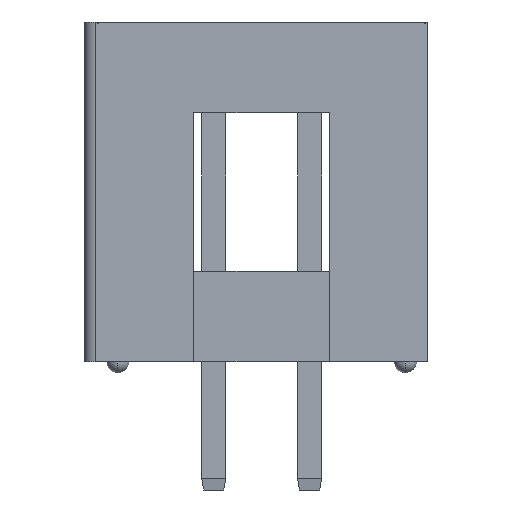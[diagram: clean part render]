
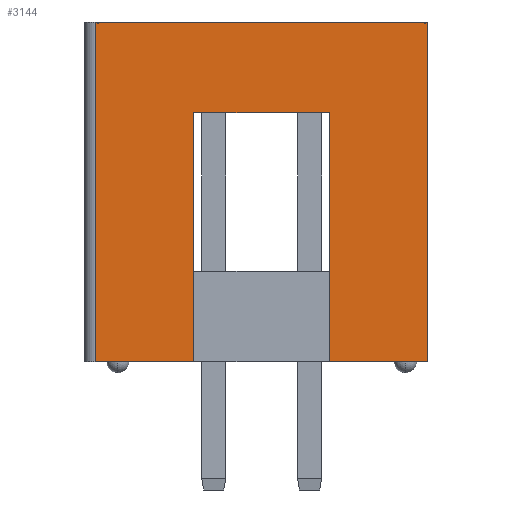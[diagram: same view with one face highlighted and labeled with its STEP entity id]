
A CAD part, left-side view. The second image highlights one B-rep face of the part: STEP entity #3144.
In plain terms, the highlighted planar face has unit normal (-1, 0, 0).
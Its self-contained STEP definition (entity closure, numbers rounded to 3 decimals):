
#907 = VERTEX_POINT ( 'NONE', #3624 ) ;
#908 = VERTEX_POINT ( 'NONE', #3625 ) ;
#909 = VERTEX_POINT ( 'NONE', #3626 ) ;
#917 = VERTEX_POINT ( 'NONE', #3634 ) ;
#1013 = ORIENTED_EDGE ( 'NONE', *, *, #3126, .F. ) ;
#1016 = ORIENTED_EDGE ( 'NONE', *, *, #3063, .T. ) ;
#1017 = ORIENTED_EDGE ( 'NONE', *, *, #3125, .T. ) ;
#1018 = ORIENTED_EDGE ( 'NONE', *, *, #3127, .F. ) ;
#1019 = ORIENTED_EDGE ( 'NONE', *, *, #3129, .T. ) ;
#1020 = ORIENTED_EDGE ( 'NONE', *, *, #3128, .F. ) ;
#1021 = ORIENTED_EDGE ( 'NONE', *, *, #3048, .T. ) ;
#1022 = ORIENTED_EDGE ( 'NONE', *, *, #3130, .F. ) ;
#1060 = VERTEX_POINT ( 'NONE', #3671 ) ;
#1117 = VERTEX_POINT ( 'NONE', #3728 ) ;
#1118 = VERTEX_POINT ( 'NONE', #3729 ) ;
#1128 = VERTEX_POINT ( 'NONE', #3739 ) ;
#1477 = LINE ( 'NONE', #1478, #1589 ) ;
#1478 = CARTESIAN_POINT ( 'NONE',  ( -12.69, 4.4, 0.3 ) ) ;
#1479 = DIRECTION ( 'NONE',  ( 0., -1., 0. ) ) ;
#1522 = LINE ( 'NONE', #1523, #1603 ) ;
#1523 = CARTESIAN_POINT ( 'NONE',  ( -12.69, 4.4, 0.3 ) ) ;
#1524 = DIRECTION ( 'NONE',  ( 0., -1., 0. ) ) ;
#1589 = VECTOR ( 'NONE', #1479, 1000. ) ;
#1603 = VECTOR ( 'NONE', #1524, 1000. ) ;
#1796 = LINE ( 'NONE', #1797, #1959 ) ;
#1797 = CARTESIAN_POINT ( 'NONE',  ( -12.69, -1.8, 6.9 ) ) ;
#1798 = DIRECTION ( 'NONE',  ( 0., 0., -1. ) ) ;
#1799 = LINE ( 'NONE', #1800, #1960 ) ;
#1800 = CARTESIAN_POINT ( 'NONE',  ( -12.69, -1.8, 6.9 ) ) ;
#1801 = DIRECTION ( 'NONE',  ( 0., 1., 0. ) ) ;
#1802 = LINE ( 'NONE', #1803, #1961 ) ;
#1803 = CARTESIAN_POINT ( 'NONE',  ( -12.69, -4.4, 9.3 ) ) ;
#1804 = DIRECTION ( 'NONE',  ( 0., 0., -1. ) ) ;
#1805 = LINE ( 'NONE', #1806, #1962 ) ;
#1806 = CARTESIAN_POINT ( 'NONE',  ( -12.69, 4.4, 9.3 ) ) ;
#1807 = DIRECTION ( 'NONE',  ( 0., -1., 0. ) ) ;
#1808 = LINE ( 'NONE', #1809, #1963 ) ;
#1809 = CARTESIAN_POINT ( 'NONE',  ( -12.69, 4.4, 9.3 ) ) ;
#1810 = DIRECTION ( 'NONE',  ( 0., 0., -1. ) ) ;
#1811 = LINE ( 'NONE', #1812, #1964 ) ;
#1812 = CARTESIAN_POINT ( 'NONE',  ( -12.69, 1.8, 6.9 ) ) ;
#1813 = DIRECTION ( 'NONE',  ( 0., 0., -1. ) ) ;
#1857 = PLANE ( 'NONE',  #2015 ) ;
#1858 = CARTESIAN_POINT ( 'NONE',  ( -12.69, 4.4, 9.3 ) ) ;
#1859 = DIRECTION ( 'NONE',  ( 1., 0., 0. ) ) ;
#1860 = DIRECTION ( 'NONE',  ( 0., 0., -1. ) ) ;
#1959 = VECTOR ( 'NONE', #1798, 1000. ) ;
#1960 = VECTOR ( 'NONE', #1801, 1000. ) ;
#1961 = VECTOR ( 'NONE', #1804, 1000. ) ;
#1962 = VECTOR ( 'NONE', #1807, 1000. ) ;
#1963 = VECTOR ( 'NONE', #1810, 1000. ) ;
#1964 = VECTOR ( 'NONE', #1813, 1000. ) ;
#1992 = FACE_OUTER_BOUND ( 'NONE', #3530, .T. ) ;
#2015 = AXIS2_PLACEMENT_3D ( 'NONE', #1858, #1859, #1860 ) ;
#3048 = EDGE_CURVE ( 'NONE', #907, #909, #1477, .T. ) ;
#3063 = EDGE_CURVE ( 'NONE', #908, #1060, #1522, .T. ) ;
#3125 = EDGE_CURVE ( 'NONE', #1118, #908, #1796, .T. ) ;
#3126 = EDGE_CURVE ( 'NONE', #1118, #1128, #1799, .T. ) ;
#3127 = EDGE_CURVE ( 'NONE', #917, #1060, #1802, .T. ) ;
#3128 = EDGE_CURVE ( 'NONE', #1117, #917, #1805, .T. ) ;
#3129 = EDGE_CURVE ( 'NONE', #1117, #907, #1808, .T. ) ;
#3130 = EDGE_CURVE ( 'NONE', #1128, #909, #1811, .T. ) ;
#3144 = ADVANCED_FACE ( 'NONE', ( #1992 ), #1857, .F. ) ;
#3530 = EDGE_LOOP ( 'NONE', ( #1013, #1017, #1016, #1018, #1020, #1019, #1021, #1022 ) ) ;
#3624 = CARTESIAN_POINT ( 'NONE',  ( -12.69, 4.4, 0.3 ) ) ;
#3625 = CARTESIAN_POINT ( 'NONE',  ( -12.69, -1.8, 0.3 ) ) ;
#3626 = CARTESIAN_POINT ( 'NONE',  ( -12.69, 1.8, 0.3 ) ) ;
#3634 = CARTESIAN_POINT ( 'NONE',  ( -12.69, -4.4, 9.3 ) ) ;
#3671 = CARTESIAN_POINT ( 'NONE',  ( -12.69, -4.4, 0.3 ) ) ;
#3728 = CARTESIAN_POINT ( 'NONE',  ( -12.69, 4.4, 9.3 ) ) ;
#3729 = CARTESIAN_POINT ( 'NONE',  ( -12.69, -1.8, 6.9 ) ) ;
#3739 = CARTESIAN_POINT ( 'NONE',  ( -12.69, 1.8, 6.9 ) ) ;
